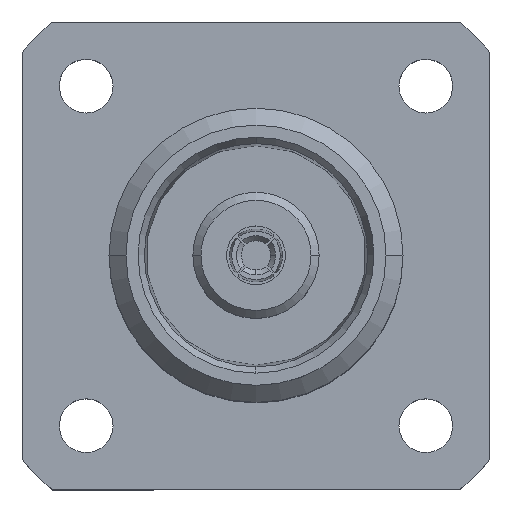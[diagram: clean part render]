
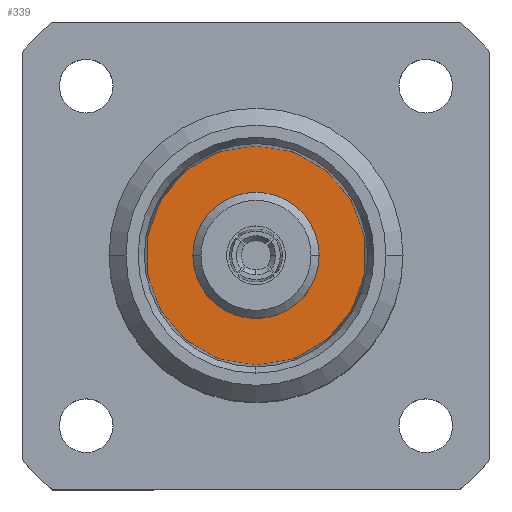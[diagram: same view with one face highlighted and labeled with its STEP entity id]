
A CAD part, top view. The second image highlights one B-rep face of the part: STEP entity #339.
In plain terms, the highlighted planar face has unit normal (0, 0, 1).
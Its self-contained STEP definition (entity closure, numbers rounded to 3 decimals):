
#45 = EDGE_LOOP ( 'NONE', ( #1419, #3367 ) ) ;
#131 = CARTESIAN_POINT ( 'NONE',  ( 0., 4.105, -5.292 ) ) ;
#242 = CARTESIAN_POINT ( 'NONE',  ( 0., -4.105, -5.292 ) ) ;
#245 = ORIENTED_EDGE ( 'NONE', *, *, #808, .F. ) ;
#278 = DIRECTION ( 'NONE',  ( -1., 0., 0. ) ) ;
#298 = CARTESIAN_POINT ( 'NONE',  ( 0., 0., -5.292 ) ) ;
#306 = CARTESIAN_POINT ( 'NONE',  ( 0., 0., -5.292 ) ) ;
#339 = ADVANCED_FACE ( 'NONE', ( #1369, #2380 ), #1825, .F. ) ;
#412 = AXIS2_PLACEMENT_3D ( 'NONE', #1181, #3557, #4355 ) ;
#541 = EDGE_CURVE ( 'NONE', #1950, #2412, #2100, .T. ) ;
#561 = CIRCLE ( 'NONE', #412, 2.36 ) ;
#594 = DIRECTION ( 'NONE',  ( 0., 0., 1. ) ) ;
#808 = EDGE_CURVE ( 'NONE', #2350, #2099, #1631, .T. ) ;
#1052 = EDGE_CURVE ( 'NONE', #2099, #2350, #561, .T. ) ;
#1127 = AXIS2_PLACEMENT_3D ( 'NONE', #298, #2316, #4339 ) ;
#1181 = CARTESIAN_POINT ( 'NONE',  ( 0., 0., -5.292 ) ) ;
#1369 = FACE_OUTER_BOUND ( 'NONE', #45, .T. ) ;
#1419 = ORIENTED_EDGE ( 'NONE', *, *, #541, .T. ) ;
#1484 = DIRECTION ( 'NONE',  ( 0., 0., 1. ) ) ;
#1631 = CIRCLE ( 'NONE', #1127, 2.36 ) ;
#1825 = PLANE ( 'NONE',  #2579 ) ;
#1869 = CARTESIAN_POINT ( 'NONE',  ( 2.36, 0., -5.292 ) ) ;
#1941 = DIRECTION ( 'NONE',  ( -1., 0., 0. ) ) ;
#1950 = VERTEX_POINT ( 'NONE', #242 ) ;
#2099 = VERTEX_POINT ( 'NONE', #3108 ) ;
#2100 = CIRCLE ( 'NONE', #3255, 4.105 ) ;
#2316 = DIRECTION ( 'NONE',  ( 0., 0., 1. ) ) ;
#2319 = CARTESIAN_POINT ( 'NONE',  ( 0., 0., -5.292 ) ) ;
#2350 = VERTEX_POINT ( 'NONE', #1869 ) ;
#2380 = FACE_BOUND ( 'NONE', #3056, .T. ) ;
#2412 = VERTEX_POINT ( 'NONE', #131 ) ;
#2579 = AXIS2_PLACEMENT_3D ( 'NONE', #2319, #2831, #1941 ) ;
#2831 = DIRECTION ( 'NONE',  ( 0., 0., -1. ) ) ;
#3046 = ORIENTED_EDGE ( 'NONE', *, *, #1052, .F. ) ;
#3056 = EDGE_LOOP ( 'NONE', ( #245, #3046 ) ) ;
#3108 = CARTESIAN_POINT ( 'NONE',  ( -2.36, 0., -5.292 ) ) ;
#3255 = AXIS2_PLACEMENT_3D ( 'NONE', #306, #594, #278 ) ;
#3367 = ORIENTED_EDGE ( 'NONE', *, *, #3853, .T. ) ;
#3506 = CARTESIAN_POINT ( 'NONE',  ( 0., 0., -5.292 ) ) ;
#3557 = DIRECTION ( 'NONE',  ( 0., 0., 1. ) ) ;
#3839 = DIRECTION ( 'NONE',  ( -1., 0., 0. ) ) ;
#3853 = EDGE_CURVE ( 'NONE', #2412, #1950, #4249, .T. ) ;
#4150 = AXIS2_PLACEMENT_3D ( 'NONE', #3506, #1484, #3839 ) ;
#4249 = CIRCLE ( 'NONE', #4150, 4.105 ) ;
#4339 = DIRECTION ( 'NONE',  ( -1., 0., 0. ) ) ;
#4355 = DIRECTION ( 'NONE',  ( -1., 0., 0. ) ) ;
